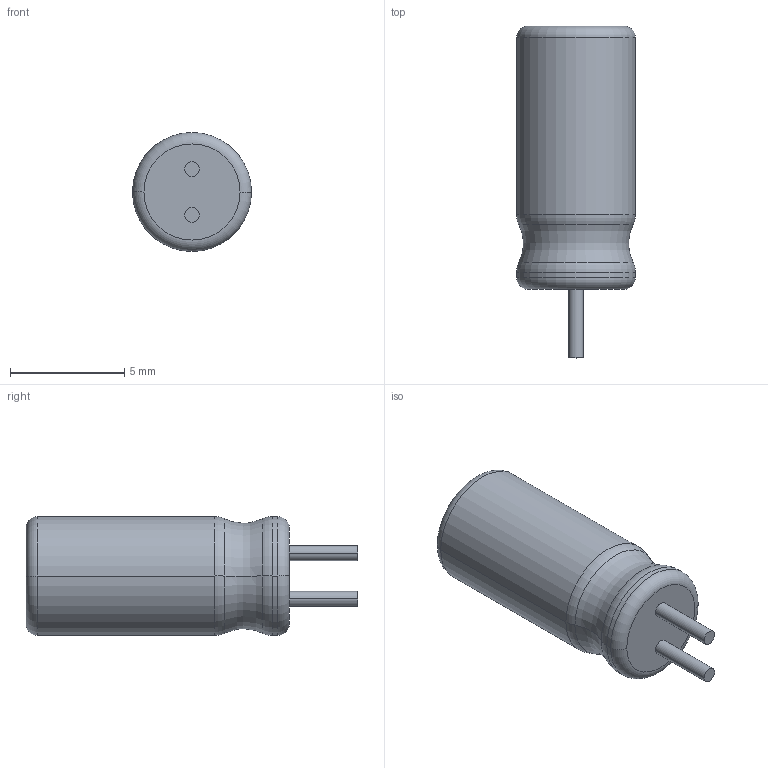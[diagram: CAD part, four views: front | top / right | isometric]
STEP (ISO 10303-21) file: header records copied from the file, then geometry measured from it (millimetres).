
FILE_DESCRIPTION((''),'2;1');
FILE_NAME('CP_5D2_11D5_60','2020-11-24T15:02:23',('Administrator'),(''),'CREO PARAMETRIC BY PTC INC, 2020154','CREO PARAMETRIC BY PTC INC, 2020154','');
FILE_SCHEMA(('CONFIG_CONTROL_DESIGN','SHAPE_APPEARANCE_LAYERS_GROUPS'));
Length unit declared in the file: millimetre
Products named in the file (1): CP_5D2_11D5_60
Bounding box: 5.2 x 14.5 x 5.2 mm (x, y, z)
Volume: 238 mm3; surface area: 234.2 mm2
Topology: 1 solids, 1 shells, 22 faces, 42 edges, 24 vertices
Faces by surface type: torus 10, cylinder 8, plane 4
Entity records: 1126 total; most frequent: COLOUR_RGB 311, DIRECTION 120, CARTESIAN_POINT 88, ORIENTED_EDGE 84, AXIS2_PLACEMENT_3D 56, PRESENTATION_STYLE_ASSIGNMENT 49, STYLED_ITEM 43, CURVE_STYLE 42
